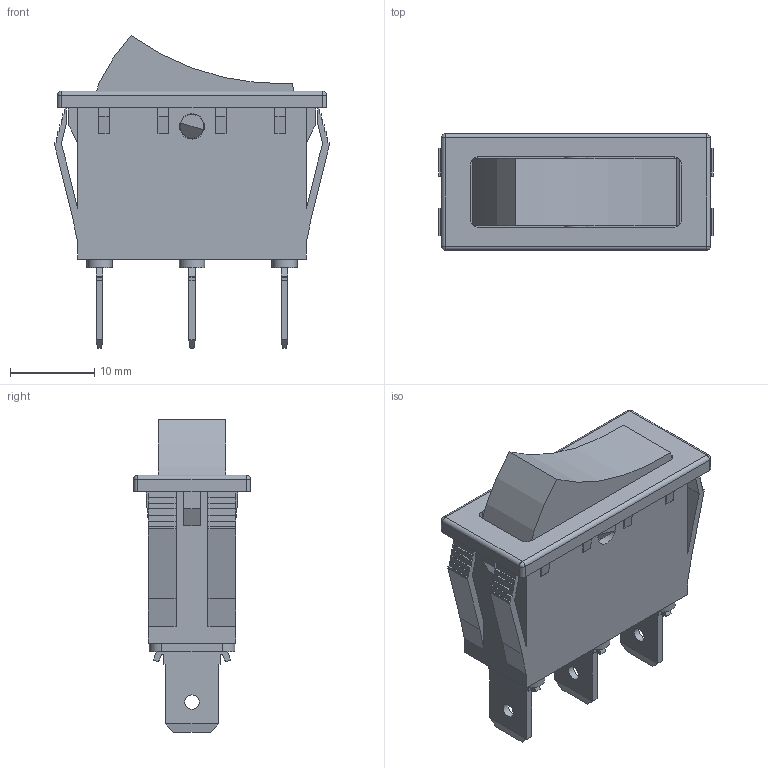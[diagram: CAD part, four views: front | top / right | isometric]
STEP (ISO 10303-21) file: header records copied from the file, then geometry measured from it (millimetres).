
FILE_DESCRIPTION((' '),'2;1');
FILE_NAME('RB141Dx000-1xx.stp','2017-07-28T14:33:34',(' '),(' '),' ','ACIS',' ');
FILE_SCHEMA(('CONFIG_CONTROL_DESIGN'));
Length unit declared in the file: inch
Products named in the file (1): RB141Dx000-1xx.stp
Bounding box: 32.7 x 13.9 x 37.2 mm (x, y, z)
Volume: 4074.9 mm3; surface area: 5864.7 mm2
Topology: 1 solids, 1 shells, 1339 faces, 3700 edges, 2458 vertices
Faces by surface type: plane 815, bspline 470, cylinder 50, sphere 4
Full cylindrical faces by diameter (mm): 1.7 x3, 2.8 x2, 3 x2
Entity records: 45772 total; most frequent: CARTESIAN_POINT 14625, ORIENTED_EDGE 7380, DIRECTION 4592, EDGE_CURVE 3690, VECTOR 2640, LINE 2640, VERTEX_POINT 2456, EDGE_LOOP 1466
